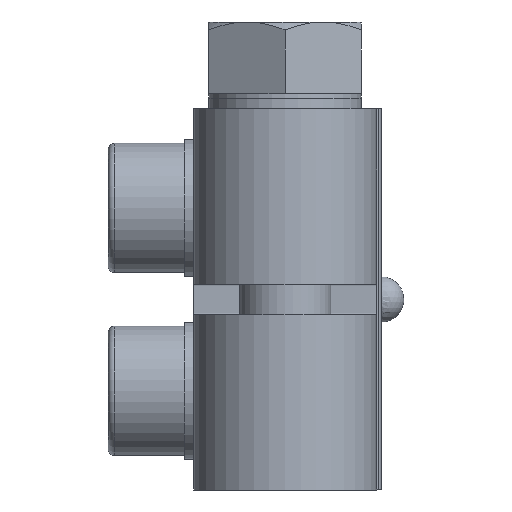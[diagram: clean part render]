
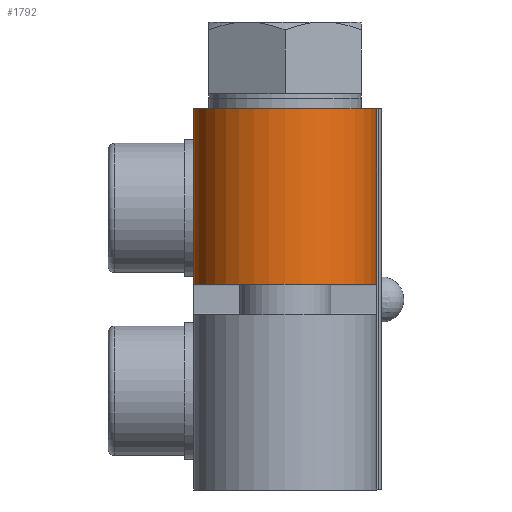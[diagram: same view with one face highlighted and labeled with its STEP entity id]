
A CAD part, left-side view. The second image highlights one B-rep face of the part: STEP entity #1792.
In plain terms, the highlighted cylindrical face has radius 6 mm (diameter 12 mm), a partial arc.
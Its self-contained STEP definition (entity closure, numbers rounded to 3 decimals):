
#89=CYLINDRICAL_SURFACE('',#1977,6.);
#164=FACE_OUTER_BOUND('',#276,.T.);
#276=EDGE_LOOP('',(#1239,#1240,#1241,#1242));
#426=LINE('',#2790,#575);
#427=LINE('',#2793,#576);
#575=VECTOR('',#2209,10.);
#576=VECTOR('',#2212,10.);
#716=CIRCLE('',#1972,6.);
#720=CIRCLE('',#1978,6.);
#805=VERTEX_POINT('',#2763);
#806=VERTEX_POINT('',#2764);
#817=VERTEX_POINT('',#2789);
#818=VERTEX_POINT('',#2791);
#977=EDGE_CURVE('',#805,#806,#716,.T.);
#989=EDGE_CURVE('',#806,#817,#426,.T.);
#990=EDGE_CURVE('',#817,#818,#720,.T.);
#991=EDGE_CURVE('',#818,#805,#427,.T.);
#1239=ORIENTED_EDGE('',*,*,#977,.T.);
#1240=ORIENTED_EDGE('',*,*,#989,.T.);
#1241=ORIENTED_EDGE('',*,*,#990,.T.);
#1242=ORIENTED_EDGE('',*,*,#991,.T.);
#1792=ADVANCED_FACE('',(#164),#89,.T.);
#1972=AXIS2_PLACEMENT_3D('',#2765,#2189,#2190);
#1977=AXIS2_PLACEMENT_3D('',#2788,#2207,#2208);
#1978=AXIS2_PLACEMENT_3D('',#2792,#2210,#2211);
#2189=DIRECTION('center_axis',(0.,0.,-1.));
#2190=DIRECTION('ref_axis',(-0.707,0.707,0.));
#2207=DIRECTION('center_axis',(0.,0.,1.));
#2208=DIRECTION('ref_axis',(-0.707,0.707,0.));
#2209=DIRECTION('',(0.,0.,-1.));
#2210=DIRECTION('center_axis',(0.,0.,
1.));
#2211=DIRECTION('ref_axis',(-0.707,-0.707,0.));
#2212=DIRECTION('',(0.,0.,1.));
#2763=CARTESIAN_POINT('',(-8.063,-6.688,25.));
#2764=CARTESIAN_POINT('',(-8.063,5.313,25.));
#2765=CARTESIAN_POINT('Origin',(-8.063,-0.688,25.));
#2788=CARTESIAN_POINT('Origin',(-8.063,-0.688,0.));
#2789=CARTESIAN_POINT('',(-8.063,5.313,13.5));
#2790=CARTESIAN_POINT('',(-8.063,5.313,0.));
#2791=CARTESIAN_POINT('',(-8.063,-6.688,13.5));
#2792=CARTESIAN_POINT('Origin',(-8.063,-0.688,13.5));
#2793=CARTESIAN_POINT('',(-8.063,-6.688,0.));
